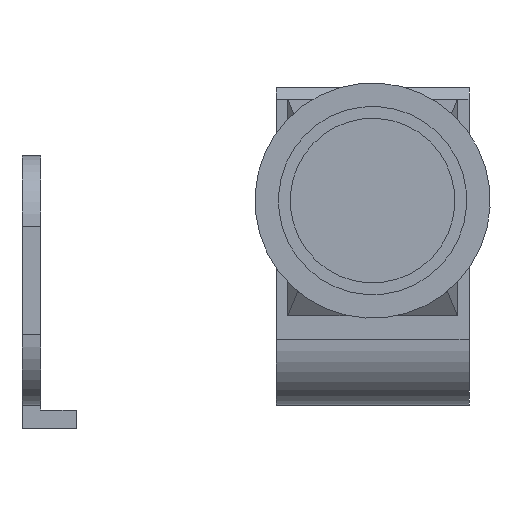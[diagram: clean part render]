
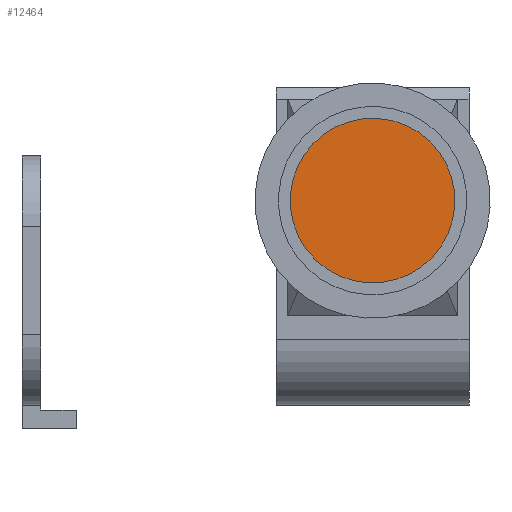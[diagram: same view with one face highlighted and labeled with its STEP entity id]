
A CAD part, front view. The second image highlights one B-rep face of the part: STEP entity #12464.
In plain terms, the highlighted free-form (B-spline) face has degree [1, 1] with [2, 2] control points.
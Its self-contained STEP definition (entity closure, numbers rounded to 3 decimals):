
#12464 = ADVANCED_FACE('',(#12465),#12480,.T.);
#12465 = FACE_BOUND('',#12466,.T.);
#12466 = EDGE_LOOP('',(#12467,#12513));
#12467 = ORIENTED_EDGE('',*,*,#12468,.T.);
#12468 = EDGE_CURVE('',#12469,#12471,#12473,.T.);
#12469 = VERTEX_POINT('',#12470);
#12470 = CARTESIAN_POINT('',(3.133,-127.1,-3.24));
#12471 = VERTEX_POINT('',#12472);
#12472 = CARTESIAN_POINT('',(-3.133,-127.1,-6.36));
#12473 = SURFACE_CURVE('',#12474,(#12479),.PCURVE_S1.);
#12474 = CIRCLE('',#12475,3.5);
#12475 = AXIS2_PLACEMENT_3D('',#12476,#12477,#12478);
#12476 = CARTESIAN_POINT('',(0.,-127.1,-4.8));
#12477 = DIRECTION('',(0.,1.,0.));
#12478 = DIRECTION('',(0.895,0.,0.446)
  );
#12479 = PCURVE('',#12480,#12485);
#12480 = B_SPLINE_SURFACE_WITH_KNOTS('',1,1,(
    (#12481,#12482)
    ,(#12483,#12484
    )),.UNSPECIFIED.,.F.,.F.,.F.,(2,2),(2,2),(0.,1.),(0.,1.),
  .PIECEWISE_BEZIER_KNOTS.);
#12481 = CARTESIAN_POINT('',(4.749,-127.1,-6.393));
#12482 = CARTESIAN_POINT('',(1.593,-127.1,-0.051)
  );
#12483 = CARTESIAN_POINT('',(-1.593,-127.1,-9.549));
#12484 = CARTESIAN_POINT('',(-4.749,-127.1,-3.207));
#12485 = DEFINITIONAL_REPRESENTATION('',(#12486),#12512);
#12486 = B_SPLINE_CURVE_WITH_KNOTS('',3,(#12487,#12488,#12489,#12490,
    #12491,#12492,#12493,#12494,#12495,#12496,#12497,#12498,#12499,
    #12500,#12501,#12502,#12503,#12504,#12505,#12506,#12507,#12508,
    #12509,#12510,#12511),.UNSPECIFIED.,.F.,.F.,(4,1,1,1,1,1,1,1,1,1,1,1
    ,1,1,1,1,1,1,1,1,1,1,4),(0.,0.143,
    0.286,0.428,0.571,0.714,
    0.857,1.,1.142,1.285,
    1.428,1.571,1.714,1.856,
    1.999,2.142,2.285,2.428,
    2.57,2.713,2.856,2.999,
    3.142),.QUASI_UNIFORM_KNOTS.);
#12487 = CARTESIAN_POINT('',(0.006,0.5));
#12488 = CARTESIAN_POINT('',(0.006,0.476));
#12489 = CARTESIAN_POINT('',(0.009,0.429));
#12490 = CARTESIAN_POINT('',(0.024,0.36));
#12491 = CARTESIAN_POINT('',(0.049,0.294));
#12492 = CARTESIAN_POINT('',(0.083,0.232));
#12493 = CARTESIAN_POINT('',(0.125,0.175));
#12494 = CARTESIAN_POINT('',(0.175,0.125));
#12495 = CARTESIAN_POINT('',(0.232,0.083));
#12496 = CARTESIAN_POINT('',(0.294,0.049));
#12497 = CARTESIAN_POINT('',(0.36,0.024));
#12498 = CARTESIAN_POINT('',(0.429,0.009));
#12499 = CARTESIAN_POINT('',(0.5,0.004));
#12500 = CARTESIAN_POINT('',(0.571,0.009));
#12501 = CARTESIAN_POINT('',(0.64,0.024));
#12502 = CARTESIAN_POINT('',(0.706,0.049));
#12503 = CARTESIAN_POINT('',(0.768,0.083));
#12504 = CARTESIAN_POINT('',(0.825,0.125));
#12505 = CARTESIAN_POINT('',(0.875,0.175));
#12506 = CARTESIAN_POINT('',(0.917,0.232));
#12507 = CARTESIAN_POINT('',(0.951,0.294));
#12508 = CARTESIAN_POINT('',(0.976,0.36));
#12509 = CARTESIAN_POINT('',(0.991,0.429));
#12510 = CARTESIAN_POINT('',(0.994,0.476));
#12511 = CARTESIAN_POINT('',(0.994,0.5));
#12512 = ( GEOMETRIC_REPRESENTATION_CONTEXT(2) 
PARAMETRIC_REPRESENTATION_CONTEXT() REPRESENTATION_CONTEXT('2D SPACE',''
  ) );
#12513 = ORIENTED_EDGE('',*,*,#12514,.T.);
#12514 = EDGE_CURVE('',#12471,#12469,#12515,.T.);
#12515 = SURFACE_CURVE('',#12516,(#12521),.PCURVE_S1.);
#12516 = CIRCLE('',#12517,3.5);
#12517 = AXIS2_PLACEMENT_3D('',#12518,#12519,#12520);
#12518 = CARTESIAN_POINT('',(0.,-127.1,-4.8));
#12519 = DIRECTION('',(0.,1.,0.));
#12520 = DIRECTION('',(-0.895,0.,
    -0.446));
#12521 = PCURVE('',#12480,#12522);
#12522 = DEFINITIONAL_REPRESENTATION('',(#12523),#12549);
#12523 = B_SPLINE_CURVE_WITH_KNOTS('',3,(#12524,#12525,#12526,#12527,
    #12528,#12529,#12530,#12531,#12532,#12533,#12534,#12535,#12536,
    #12537,#12538,#12539,#12540,#12541,#12542,#12543,#12544,#12545,
    #12546,#12547,#12548),.UNSPECIFIED.,.F.,.F.,(4,1,1,1,1,1,1,1,1,1,1,1
    ,1,1,1,1,1,1,1,1,1,1,4),(0.,0.143,
    0.286,0.428,0.571,0.714,
    0.857,1.,1.142,1.285,
    1.428,1.571,1.714,1.856,
    1.999,2.142,2.285,2.428,
    2.57,2.713,2.856,2.999,
    3.142),.QUASI_UNIFORM_KNOTS.);
#12524 = CARTESIAN_POINT('',(0.994,0.5));
#12525 = CARTESIAN_POINT('',(0.994,0.524));
#12526 = CARTESIAN_POINT('',(0.991,0.571));
#12527 = CARTESIAN_POINT('',(0.976,0.64));
#12528 = CARTESIAN_POINT('',(0.951,0.706));
#12529 = CARTESIAN_POINT('',(0.917,0.768));
#12530 = CARTESIAN_POINT('',(0.875,0.825));
#12531 = CARTESIAN_POINT('',(0.825,0.875));
#12532 = CARTESIAN_POINT('',(0.768,0.917));
#12533 = CARTESIAN_POINT('',(0.706,0.951));
#12534 = CARTESIAN_POINT('',(0.64,0.976));
#12535 = CARTESIAN_POINT('',(0.571,0.991));
#12536 = CARTESIAN_POINT('',(0.5,0.996));
#12537 = CARTESIAN_POINT('',(0.429,0.991));
#12538 = CARTESIAN_POINT('',(0.36,0.976));
#12539 = CARTESIAN_POINT('',(0.294,0.951));
#12540 = CARTESIAN_POINT('',(0.232,0.917));
#12541 = CARTESIAN_POINT('',(0.175,0.875));
#12542 = CARTESIAN_POINT('',(0.125,0.825));
#12543 = CARTESIAN_POINT('',(0.083,0.768));
#12544 = CARTESIAN_POINT('',(0.049,0.706));
#12545 = CARTESIAN_POINT('',(0.024,0.64));
#12546 = CARTESIAN_POINT('',(0.009,0.571));
#12547 = CARTESIAN_POINT('',(0.006,0.524));
#12548 = CARTESIAN_POINT('',(0.006,0.5));
#12549 = ( GEOMETRIC_REPRESENTATION_CONTEXT(2) 
PARAMETRIC_REPRESENTATION_CONTEXT() REPRESENTATION_CONTEXT('2D SPACE',''
  ) );
